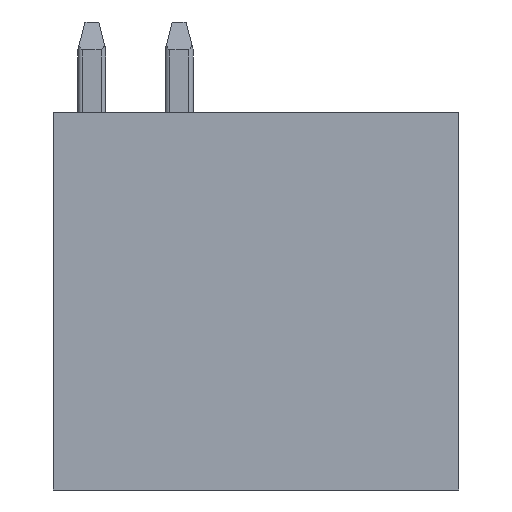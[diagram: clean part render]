
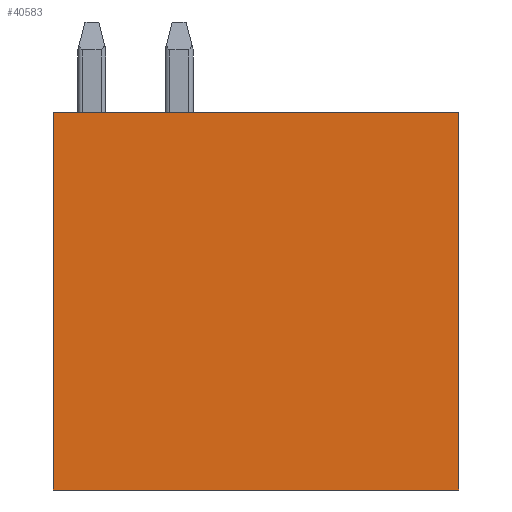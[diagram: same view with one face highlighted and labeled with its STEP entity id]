
A CAD part, front view. The second image highlights one B-rep face of the part: STEP entity #40583.
In plain terms, the highlighted planar face has unit normal (0, -1, 0).
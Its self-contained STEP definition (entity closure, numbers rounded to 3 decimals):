
#10013=DIRECTION('',(0.,0.,1.));
#10014=VECTOR('',#10013,10.8);
#10015=CARTESIAN_POINT('',(-5.49,-70.8,-6.62));
#10016=LINE('',#10015,#10014);
#10017=DIRECTION('',(1.,0.,0.));
#10018=VECTOR('',#10017,11.6);
#10019=CARTESIAN_POINT('',(-5.49,-70.8,4.18));
#10020=LINE('',#10019,#10018);
#10021=DIRECTION('',(0.,0.,-1.));
#10022=VECTOR('',#10021,10.8);
#10023=CARTESIAN_POINT('',(6.11,-70.8,4.18));
#10024=LINE('',#10023,#10022);
#10025=DIRECTION('',(-1.,0.,0.));
#10026=VECTOR('',#10025,11.6);
#10027=CARTESIAN_POINT('',(6.11,-70.8,-6.62));
#10028=LINE('',#10027,#10026);
#24009=CARTESIAN_POINT('',(-5.49,-70.8,-6.62));
#24010=CARTESIAN_POINT('',(-5.49,-70.8,4.18));
#24011=VERTEX_POINT('',#24009);
#24012=VERTEX_POINT('',#24010);
#24013=CARTESIAN_POINT('',(6.11,-70.8,4.18));
#24014=VERTEX_POINT('',#24013);
#24015=CARTESIAN_POINT('',(6.11,-70.8,-6.62));
#24016=VERTEX_POINT('',#24015);
#40572=CARTESIAN_POINT('',(0.,-70.8,0.));
#40573=DIRECTION('',(0.,1.,0.));
#40574=DIRECTION('',(1.,0.,0.));
#40575=AXIS2_PLACEMENT_3D('',#40572,#40573,#40574);
#40576=PLANE('',#40575);
#40577=ORIENTED_EDGE('',*,*,#29844,.T.);
#40578=ORIENTED_EDGE('',*,*,#30328,.T.);
#40579=ORIENTED_EDGE('',*,*,#30490,.T.);
#40580=ORIENTED_EDGE('',*,*,#40566,.T.);
#40581=EDGE_LOOP('',(#40577,#40578,#40579,#40580));
#40582=FACE_OUTER_BOUND('',#40581,.F.);
#40583=ADVANCED_FACE('',(#40582),#40576,.F.);
#29844=EDGE_CURVE('',#24011,#24012,#10016,.T.);
#30328=EDGE_CURVE('',#24012,#24014,#10020,.T.);
#30490=EDGE_CURVE('',#24014,#24016,#10024,.T.);
#40566=EDGE_CURVE('',#24016,#24011,#10028,.T.);
